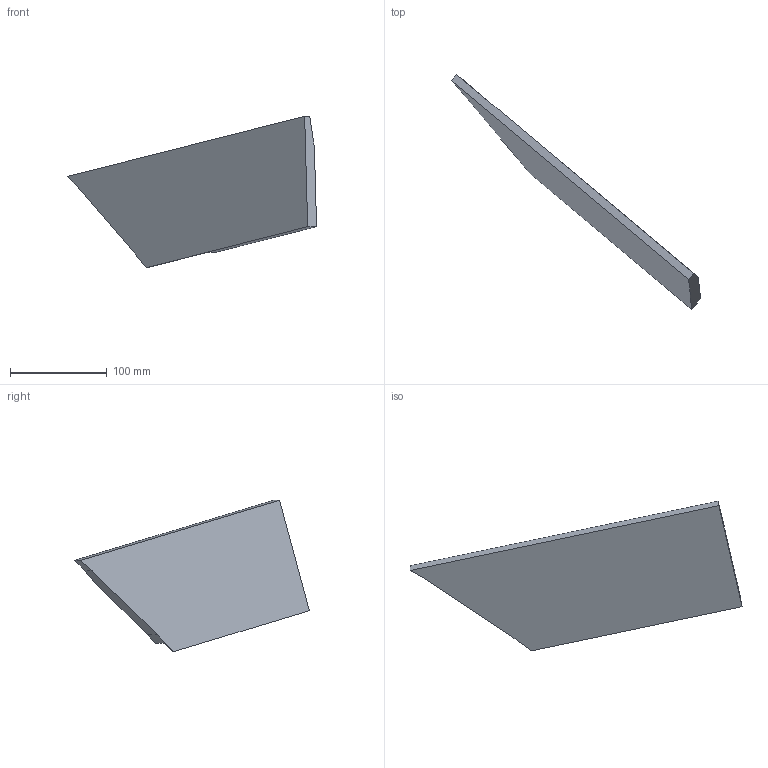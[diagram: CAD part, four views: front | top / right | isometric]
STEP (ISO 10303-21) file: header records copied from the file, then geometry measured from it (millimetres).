
FILE_DESCRIPTION(('FreeCAD Model'),'2;1');
FILE_NAME('test_selfintersect.stp','2020-03-30T15:38:22',('Author'),(''), 'Open CASCADE STEP processor 7.3','FreeCAD','Unknown');
FILE_SCHEMA(('AUTOMOTIVE_DESIGN { 1 0 10303 214 1 1 1 1 }'));
Length unit declared in the file: millimetre
Products named in the file (1): dump_BOPCheckFailed_5018
Bounding box: 257.45 x 242.54 x 156.49 mm (x, y, z)
Volume: 410370.7 mm3; surface area: 73801.1 mm2
Topology: 1 solids, 1 shells, 14 faces, 45 edges, 33 vertices
Faces by surface type: plane 7, cone 4, cylinder 1, revolution 1, torus 1
Entity records: 1923 total; most frequent: CARTESIAN_POINT 1181, DIRECTION 91, ORIENTED_EDGE 90, PCURVE 90, DEFINITIONAL_REPRESENTATION 90, B_SPLINE_CURVE_WITH_KNOTS 51, LINE 46, VECTOR 46
